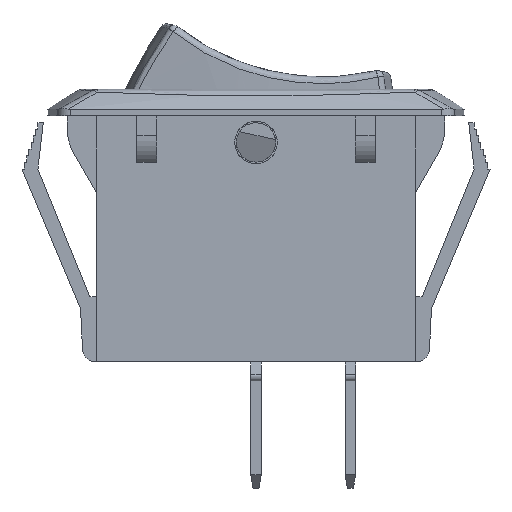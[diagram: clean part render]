
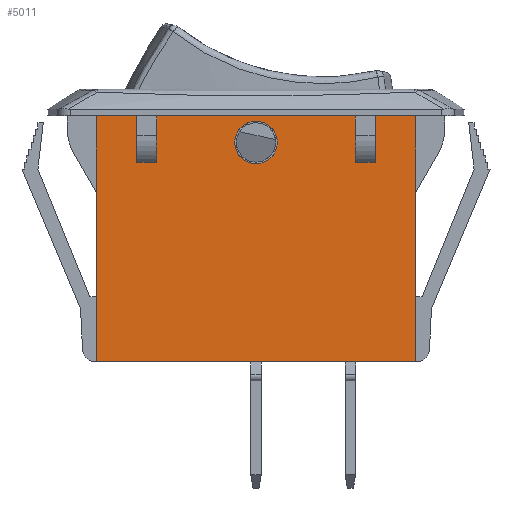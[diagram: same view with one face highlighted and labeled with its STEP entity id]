
A CAD part, left-side view. The second image highlights one B-rep face of the part: STEP entity #5011.
In plain terms, the highlighted planar face has unit normal (-1, 0, 0).
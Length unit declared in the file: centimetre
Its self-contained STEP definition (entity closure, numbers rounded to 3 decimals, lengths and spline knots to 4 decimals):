
#233=FACE_BOUND('',#628,.T.);
#347=FACE_OUTER_BOUND('',#627,.T.);
#627=EDGE_LOOP('',(#3890,#3891,#3892,#3893,#3894,#3895,#3896,#3897,#3898,
#3899,#3900,#3901,#3902,#3903));
#628=EDGE_LOOP('',(#3904));
#927=LINE('',#7174,#1457);
#1028=LINE('',#7880,#1558);
#1032=LINE('',#7888,#1562);
#1036=LINE('',#7896,#1566);
#1070=LINE('',#7996,#1600);
#1080=LINE('',#8019,#1610);
#1082=LINE('',#8026,#1612);
#1098=LINE('',#8063,#1628);
#1099=LINE('',#8066,#1629);
#1100=LINE('',#8069,#1630);
#1101=LINE('',#8071,#1631);
#1102=LINE('',#8072,#1632);
#1103=LINE('',#8073,#1633);
#1104=LINE('',#8074,#1634);
#1457=VECTOR('',#5848,1.);
#1558=VECTOR('',#6079,1.);
#1562=VECTOR('',#6083,1.);
#1566=VECTOR('',#6087,1.);
#1600=VECTOR('',#6159,1.);
#1610=VECTOR('',#6179,1.);
#1612=VECTOR('',#6187,1.);
#1628=VECTOR('',#6227,1.);
#1629=VECTOR('',#6230,1.);
#1630=VECTOR('',#6235,1.);
#1631=VECTOR('',#6236,1.);
#1632=VECTOR('',#6237,1.);
#1633=VECTOR('',#6238,1.);
#1634=VECTOR('',#6239,1.);
#1924=CIRCLE('',#5364,0.16);
#2069=VERTEX_POINT('',#7171);
#2070=VERTEX_POINT('',#7173);
#2205=VERTEX_POINT('',#7877);
#2206=VERTEX_POINT('',#7879);
#2209=VERTEX_POINT('',#7885);
#2210=VERTEX_POINT('',#7887);
#2213=VERTEX_POINT('',#7893);
#2214=VERTEX_POINT('',#7895);
#2241=VERTEX_POINT('',#7995);
#2249=VERTEX_POINT('',#8018);
#2251=VERTEX_POINT('',#8024);
#2260=VERTEX_POINT('',#8061);
#2261=VERTEX_POINT('',#8065);
#2262=VERTEX_POINT('',#8070);
#2263=VERTEX_POINT('',#8075);
#2611=EDGE_CURVE('',#2070,#2069,#927,.T.);
#2782=EDGE_CURVE('',#2206,#2205,#1028,.T.);
#2786=EDGE_CURVE('',#2209,#2210,#1032,.T.);
#2790=EDGE_CURVE('',#2214,#2213,#1036,.T.);
#2830=EDGE_CURVE('',#2214,#2241,#1070,.T.);
#2842=EDGE_CURVE('',#2249,#2210,#1080,.T.);
#2846=EDGE_CURVE('',#2251,#2209,#1082,.T.);
#2866=EDGE_CURVE('',#2251,#2260,#1098,.T.);
#2867=EDGE_CURVE('',#2261,#2249,#1099,.T.);
#2869=EDGE_CURVE('',#2260,#2206,#1100,.T.);
#2870=EDGE_CURVE('',#2205,#2262,#1101,.T.);
#2871=EDGE_CURVE('',#2262,#2070,#1102,.T.);
#2872=EDGE_CURVE('',#2241,#2069,#1103,.T.);
#2873=EDGE_CURVE('',#2213,#2261,#1104,.T.);
#2874=EDGE_CURVE('',#2263,#2263,#1924,.T.);
#3890=ORIENTED_EDGE('',*,*,#2842,.T.);
#3891=ORIENTED_EDGE('',*,*,#2786,.F.);
#3892=ORIENTED_EDGE('',*,*,#2846,.F.);
#3893=ORIENTED_EDGE('',*,*,#2866,.T.);
#3894=ORIENTED_EDGE('',*,*,#2869,.T.);
#3895=ORIENTED_EDGE('',*,*,#2782,.T.);
#3896=ORIENTED_EDGE('',*,*,#2870,.T.);
#3897=ORIENTED_EDGE('',*,*,#2871,.T.);
#3898=ORIENTED_EDGE('',*,*,#2611,.T.);
#3899=ORIENTED_EDGE('',*,*,#2872,.F.);
#3900=ORIENTED_EDGE('',*,*,#2830,.F.);
#3901=ORIENTED_EDGE('',*,*,#2790,.T.);
#3902=ORIENTED_EDGE('',*,*,#2873,.T.);
#3903=ORIENTED_EDGE('',*,*,#2867,.T.);
#3904=ORIENTED_EDGE('',*,*,#2874,.T.);
#4782=PLANE('',#5363);
#5011=ADVANCED_FACE('',(#347,#233),#4782,.T.);
#5363=AXIS2_PLACEMENT_3D('',#8068,#6233,#6234);
#5364=AXIS2_PLACEMENT_3D('',#8076,#6240,#6241);
#5848=DIRECTION('',(0.,-1.,0.));
#6079=DIRECTION('',(0.,1.,0.));
#6083=DIRECTION('',(0.,-1.,0.));
#6087=DIRECTION('',(0.,1.,0.));
#6159=DIRECTION('',(0.,0.,-1.));
#6179=DIRECTION('',(0.,0.,1.));
#6187=DIRECTION('',(0.,0.,1.));
#6227=DIRECTION('',(0.,1.,0.));
#6230=DIRECTION('',(0.,1.,0.));
#6233=DIRECTION('center_axis',(-1.,0.,0.));
#6234=DIRECTION('ref_axis',(0.,0.,1.));
#6235=DIRECTION('',(0.,0.,1.));
#6236=DIRECTION('',(0.,0.,-1.));
#6237=DIRECTION('',(0.,0.,-1.));
#6238=DIRECTION('',(0.,0.,-1.));
#6239=DIRECTION('',(0.,0.,-1.));
#6240=DIRECTION('center_axis',(1.,0.,0.));
#6241=DIRECTION('ref_axis',(0.,-1.,0.));
#7171=CARTESIAN_POINT('',(-0.595,-1.2,-1.85));
#7173=CARTESIAN_POINT('',(-0.595,1.2,-1.85));
#7174=CARTESIAN_POINT('',(-0.595,-1.2,-1.85));
#7877=CARTESIAN_POINT('',(-0.595,1.2,0.));
#7879=CARTESIAN_POINT('',(-0.595,0.8975,0.));
#7880=CARTESIAN_POINT('',(-0.595,-1.2,0.));
#7885=CARTESIAN_POINT('',(-0.595,0.7475,0.));
#7887=CARTESIAN_POINT('',(-0.595,-0.7475,0.));
#7888=CARTESIAN_POINT('',(-0.595,0.3738,0.));
#7893=CARTESIAN_POINT('',(-0.595,-0.8975,0.));
#7895=CARTESIAN_POINT('',(-0.595,-1.2,0.));
#7896=CARTESIAN_POINT('',(-0.595,-1.2,0.));
#7995=CARTESIAN_POINT('',(-0.595,-1.2,-1.36));
#7996=CARTESIAN_POINT('',(-0.595,-1.2,0.));
#8018=CARTESIAN_POINT('',(-0.595,-0.7475,-0.35));
#8019=CARTESIAN_POINT('',(-0.595,-0.7475,-1.85));
#8024=CARTESIAN_POINT('',(-0.595,0.7475,-0.35));
#8026=CARTESIAN_POINT('',(-0.595,0.7475,-1.85));
#8061=CARTESIAN_POINT('',(-0.595,0.8975,-0.35));
#8063=CARTESIAN_POINT('',(-0.595,0.,-0.35));
#8065=CARTESIAN_POINT('',(-0.595,-0.8975,-0.35));
#8066=CARTESIAN_POINT('',(-0.595,0.,-0.35));
#8068=CARTESIAN_POINT('Origin',(-0.595,1.2,0.));
#8069=CARTESIAN_POINT('',(-0.595,0.8975,-0.0797));
#8070=CARTESIAN_POINT('',(-0.595,1.2,-1.36));
#8071=CARTESIAN_POINT('',(-0.595,1.2,0.));
#8072=CARTESIAN_POINT('',(-0.595,1.2,0.));
#8073=CARTESIAN_POINT('',(-0.595,-1.2,0.));
#8074=CARTESIAN_POINT('',(-0.595,-0.8975,-0.0797));
#8075=CARTESIAN_POINT('',(-0.595,0.16,-0.2));
#8076=CARTESIAN_POINT('Origin',(-0.595,0.,-0.2));
